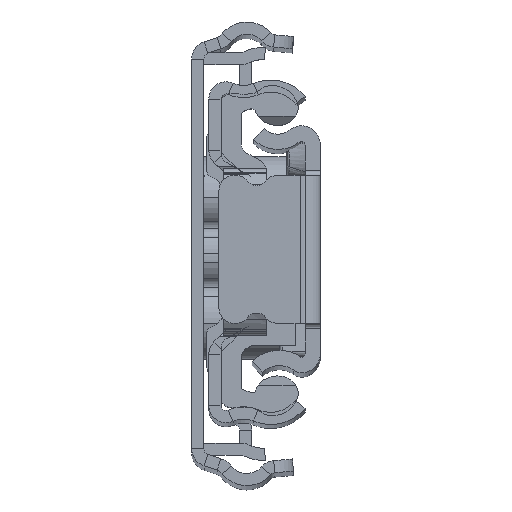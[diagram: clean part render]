
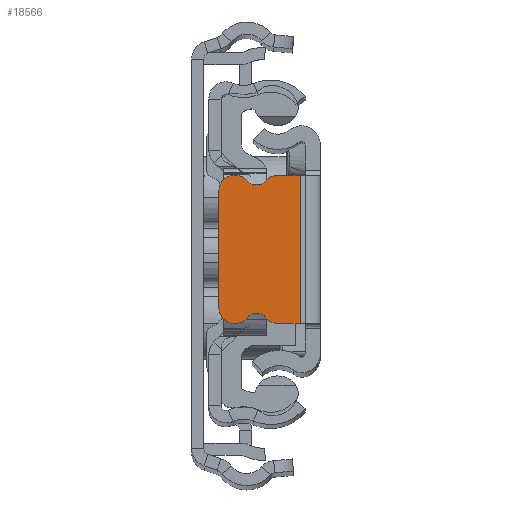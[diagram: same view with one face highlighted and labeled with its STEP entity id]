
A CAD part, top view. The second image highlights one B-rep face of the part: STEP entity #18566.
In plain terms, the highlighted planar face has unit normal (0, 0, 1).
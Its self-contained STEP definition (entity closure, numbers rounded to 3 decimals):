
#195 = DIRECTION ( 'NONE',  ( -1., 0., 0. ) ) ;
#197 = DIRECTION ( 'NONE',  ( -1., 0., 0. ) ) ;
#278 = CARTESIAN_POINT ( 'NONE',  ( -5.413, -6.706, 0. ) ) ;
#302 = CARTESIAN_POINT ( 'NONE',  ( -8.362, 5.8, 0. ) ) ;
#575 = VERTEX_POINT ( 'NONE', #21389 ) ;
#631 = EDGE_CURVE ( 'NONE', #575, #12661, #2610, .T. ) ;
#697 = VECTOR ( 'NONE', #14779, 1000. ) ;
#729 = CARTESIAN_POINT ( 'NONE',  ( -10., 0., 0. ) ) ;
#778 = ORIENTED_EDGE ( 'NONE', *, *, #24544, .F. ) ;
#908 = EDGE_CURVE ( 'NONE', #13649, #10684, #5333, .T. ) ;
#1252 = ORIENTED_EDGE ( 'NONE', *, *, #1721, .T. ) ;
#1411 = DIRECTION ( 'NONE',  ( -1., 0., 0. ) ) ;
#1589 = CARTESIAN_POINT ( 'NONE',  ( -2., -7.3, 0. ) ) ;
#1617 = ORIENTED_EDGE ( 'NONE', *, *, #631, .T. ) ;
#1618 = DIRECTION ( 'NONE',  ( 1., 0., 0. ) ) ;
#1627 = PLANE ( 'NONE',  #19313 ) ;
#1721 = EDGE_CURVE ( 'NONE', #12661, #13019, #21280, .T. ) ;
#1851 = EDGE_CURVE ( 'NONE', #15388, #575, #16507, .T. ) ;
#1919 = CARTESIAN_POINT ( 'NONE',  ( -10., -5.8, 0. ) ) ;
#2342 = VERTEX_POINT ( 'NONE', #21524 ) ;
#2593 = CARTESIAN_POINT ( 'NONE',  ( -4.218, -7.3, 0. ) ) ;
#2610 = LINE ( 'NONE', #729, #6520 ) ;
#3458 = DIRECTION ( 'NONE',  ( -1., 0., 0. ) ) ;
#3594 = AXIS2_PLACEMENT_3D ( 'NONE', #302, #19218, #17347 ) ;
#3643 = CARTESIAN_POINT ( 'NONE',  ( -8.5, -5.8, 0. ) ) ;
#3937 = DIRECTION ( 'NONE',  ( 0., 0., 1. ) ) ;
#3958 = AXIS2_PLACEMENT_3D ( 'NONE', #17351, #13634, #195 ) ;
#4147 = DIRECTION ( 'NONE',  ( -1., 0., 0. ) ) ;
#4483 = CIRCLE ( 'NONE', #7646, 1.1 ) ;
#4491 = ORIENTED_EDGE ( 'NONE', *, *, #17229, .T. ) ;
#4554 = VERTEX_POINT ( 'NONE', #2593 ) ;
#4764 = CARTESIAN_POINT ( 'NONE',  ( -8.362, -7.3, 0. ) ) ;
#4860 = AXIS2_PLACEMENT_3D ( 'NONE', #22605, #5543, #197 ) ;
#4906 = EDGE_CURVE ( 'NONE', #17884, #19894, #14673, .T. ) ;
#5333 = LINE ( 'NONE', #1589, #17669 ) ;
#5543 = DIRECTION ( 'NONE',  ( 0., 0., 1. ) ) ;
#5687 = DIRECTION ( 'NONE',  ( 1., 0., 0. ) ) ;
#6069 = EDGE_CURVE ( 'NONE', #23123, #4554, #18303, .T. ) ;
#6520 = VECTOR ( 'NONE', #20259, 1000. ) ;
#6746 = CARTESIAN_POINT ( 'NONE',  ( -8.5, -7.3, 0. ) ) ;
#6752 = VERTEX_POINT ( 'NONE', #4764 ) ;
#6863 = VERTEX_POINT ( 'NONE', #17652 ) ;
#7283 = EDGE_CURVE ( 'NONE', #23123, #20886, #11206, .T. ) ;
#7309 = DIRECTION ( 'NONE',  ( 0., -1., 0. ) ) ;
#7355 = ORIENTED_EDGE ( 'NONE', *, *, #18937, .T. ) ;
#7423 = CARTESIAN_POINT ( 'NONE',  ( -4.218, 7.3, 0. ) ) ;
#7567 = LINE ( 'NONE', #18794, #21365 ) ;
#7646 = AXIS2_PLACEMENT_3D ( 'NONE', #8854, #16435, #10488 ) ;
#7696 = ORIENTED_EDGE ( 'NONE', *, *, #12346, .T. ) ;
#8854 = CARTESIAN_POINT ( 'NONE',  ( -6.29, 7.37, 0. ) ) ;
#9391 = ORIENTED_EDGE ( 'NONE', *, *, #908, .F. ) ;
#9402 = CARTESIAN_POINT ( 'NONE',  ( 0., -7.3, 0. ) ) ;
#9824 = CARTESIAN_POINT ( 'NONE',  ( -8.5, 5.8, 0. ) ) ;
#10045 = ORIENTED_EDGE ( 'NONE', *, *, #4906, .T. ) ;
#10488 = DIRECTION ( 'NONE',  ( 1., 0., 0. ) ) ;
#10560 = AXIS2_PLACEMENT_3D ( 'NONE', #3643, #11346, #1411 ) ;
#10684 = VERTEX_POINT ( 'NONE', #14539 ) ;
#10693 = ORIENTED_EDGE ( 'NONE', *, *, #1851, .T. ) ;
#10988 = ORIENTED_EDGE ( 'NONE', *, *, #22774, .T. ) ;
#11206 = CIRCLE ( 'NONE', #19547, 1.1 ) ;
#11346 = DIRECTION ( 'NONE',  ( 0., 0., 1. ) ) ;
#11731 = LINE ( 'NONE', #11972, #17568 ) ;
#11761 = AXIS2_PLACEMENT_3D ( 'NONE', #9824, #20935, #17186 ) ;
#11972 = CARTESIAN_POINT ( 'NONE',  ( 0., 7.3, 0. ) ) ;
#12346 = EDGE_CURVE ( 'NONE', #13019, #6752, #16736, .T. ) ;
#12446 = ORIENTED_EDGE ( 'NONE', *, *, #20600, .T. ) ;
#12612 = CARTESIAN_POINT ( 'NONE',  ( -7.167, -6.706, 0. ) ) ;
#12637 = CARTESIAN_POINT ( 'NONE',  ( -2., 7.3, 0. ) ) ;
#12661 = VERTEX_POINT ( 'NONE', #1919 ) ;
#12952 = DIRECTION ( 'NONE',  ( 0., 0., -1. ) ) ;
#13019 = VERTEX_POINT ( 'NONE', #6746 ) ;
#13198 = CIRCLE ( 'NONE', #4860, 1.5 ) ;
#13634 = DIRECTION ( 'NONE',  ( 0., 0., 1. ) ) ;
#13649 = VERTEX_POINT ( 'NONE', #12637 ) ;
#14539 = CARTESIAN_POINT ( 'NONE',  ( -2., -7.3, 0. ) ) ;
#14673 = CIRCLE ( 'NONE', #3958, 1.5 ) ;
#14692 = CIRCLE ( 'NONE', #3594, 1.5 ) ;
#14779 = DIRECTION ( 'NONE',  ( -1., 0., 0. ) ) ;
#14902 = LINE ( 'NONE', #18632, #697 ) ;
#14930 = FACE_OUTER_BOUND ( 'NONE', #16133, .T. ) ;
#15388 = VERTEX_POINT ( 'NONE', #23431 ) ;
#16133 = EDGE_LOOP ( 'NONE', ( #17433, #10693, #1617, #1252, #7696, #10988, #20881, #17933, #4491, #9391, #7355, #10045, #778, #12446 ) ) ;
#16435 = DIRECTION ( 'NONE',  ( 0., 0., 1. ) ) ;
#16507 = CIRCLE ( 'NONE', #11761, 1.5 ) ;
#16736 = LINE ( 'NONE', #9402, #23211 ) ;
#17026 = CARTESIAN_POINT ( 'NONE',  ( 0., 0., 0. ) ) ;
#17068 = DIRECTION ( 'NONE',  ( 0., 0., 1. ) ) ;
#17104 = CARTESIAN_POINT ( 'NONE',  ( -4.218, -5.8, 0. ) ) ;
#17186 = DIRECTION ( 'NONE',  ( -1., 0., 0. ) ) ;
#17229 = EDGE_CURVE ( 'NONE', #4554, #10684, #7567, .T. ) ;
#17347 = DIRECTION ( 'NONE',  ( -1., 0., 0. ) ) ;
#17351 = CARTESIAN_POINT ( 'NONE',  ( -4.218, 5.8, 0. ) ) ;
#17433 = ORIENTED_EDGE ( 'NONE', *, *, #23108, .T. ) ;
#17435 = CARTESIAN_POINT ( 'NONE',  ( -6.29, -7.37, 0. ) ) ;
#17568 = VECTOR ( 'NONE', #4147, 1000. ) ;
#17652 = CARTESIAN_POINT ( 'NONE',  ( -7.167, 6.706, 0. ) ) ;
#17669 = VECTOR ( 'NONE', #7309, 1000. ) ;
#17884 = VERTEX_POINT ( 'NONE', #7423 ) ;
#17933 = ORIENTED_EDGE ( 'NONE', *, *, #6069, .T. ) ;
#18303 = CIRCLE ( 'NONE', #20296, 1.5 ) ;
#18566 = ADVANCED_FACE ( 'NONE', ( #14930 ), #1627, .F. ) ;
#18632 = CARTESIAN_POINT ( 'NONE',  ( 0., 7.3, 0. ) ) ;
#18794 = CARTESIAN_POINT ( 'NONE',  ( 0., -7.3, 0. ) ) ;
#18937 = EDGE_CURVE ( 'NONE', #13649, #17884, #14902, .T. ) ;
#19074 = DIRECTION ( 'NONE',  ( -1., 0., 0. ) ) ;
#19158 = CARTESIAN_POINT ( 'NONE',  ( -5.413, 6.706, 0. ) ) ;
#19218 = DIRECTION ( 'NONE',  ( 0., 0., 1. ) ) ;
#19313 = AXIS2_PLACEMENT_3D ( 'NONE', #17026, #12952, #20295 ) ;
#19547 = AXIS2_PLACEMENT_3D ( 'NONE', #17435, #17068, #19074 ) ;
#19894 = VERTEX_POINT ( 'NONE', #19158 ) ;
#20259 = DIRECTION ( 'NONE',  ( 0., -1., 0. ) ) ;
#20295 = DIRECTION ( 'NONE',  ( -1., 0., 0. ) ) ;
#20296 = AXIS2_PLACEMENT_3D ( 'NONE', #17104, #3937, #3458 ) ;
#20600 = EDGE_CURVE ( 'NONE', #6863, #2342, #14692, .T. ) ;
#20881 = ORIENTED_EDGE ( 'NONE', *, *, #7283, .F. ) ;
#20886 = VERTEX_POINT ( 'NONE', #12612 ) ;
#20935 = DIRECTION ( 'NONE',  ( 0., 0., 1. ) ) ;
#21280 = CIRCLE ( 'NONE', #10560, 1.5 ) ;
#21365 = VECTOR ( 'NONE', #1618, 1000. ) ;
#21389 = CARTESIAN_POINT ( 'NONE',  ( -10., 5.8, 0. ) ) ;
#21524 = CARTESIAN_POINT ( 'NONE',  ( -8.362, 7.3, 0. ) ) ;
#22605 = CARTESIAN_POINT ( 'NONE',  ( -8.362, -5.8, 0. ) ) ;
#22774 = EDGE_CURVE ( 'NONE', #6752, #20886, #13198, .T. ) ;
#23108 = EDGE_CURVE ( 'NONE', #2342, #15388, #11731, .T. ) ;
#23123 = VERTEX_POINT ( 'NONE', #278 ) ;
#23211 = VECTOR ( 'NONE', #5687, 1000. ) ;
#23431 = CARTESIAN_POINT ( 'NONE',  ( -8.5, 7.3, 0. ) ) ;
#24544 = EDGE_CURVE ( 'NONE', #6863, #19894, #4483, .T. ) ;
